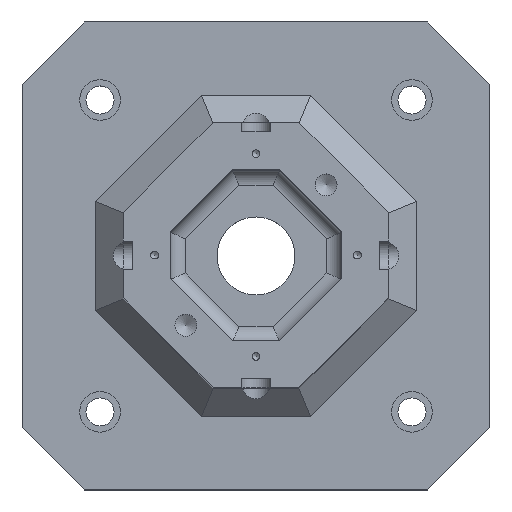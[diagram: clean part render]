
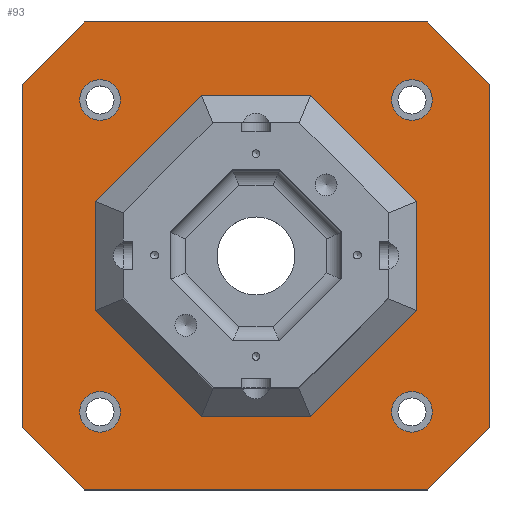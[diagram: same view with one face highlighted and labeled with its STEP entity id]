
A CAD part, top view. The second image highlights one B-rep face of the part: STEP entity #93.
In plain terms, the highlighted planar face has unit normal (0, 0, 1).
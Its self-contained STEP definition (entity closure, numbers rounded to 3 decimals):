
#93 = ADVANCED_FACE( '', ( #331, #332, #333, #334, #335, #336 ), #337, .T. );
#331 = FACE_BOUND( '', #841, .T. );
#332 = FACE_BOUND( '', #842, .T. );
#333 = FACE_BOUND( '', #843, .T. );
#334 = FACE_BOUND( '', #844, .T. );
#335 = FACE_BOUND( '', #845, .T. );
#336 = FACE_OUTER_BOUND( '', #846, .T. );
#337 = PLANE( '', #847 );
#841 = EDGE_LOOP( '', ( #1503 ) );
#842 = EDGE_LOOP( '', ( #1504 ) );
#843 = EDGE_LOOP( '', ( #1505 ) );
#844 = EDGE_LOOP( '', ( #1506 ) );
#845 = EDGE_LOOP( '', ( #1507, #1508, #1509, #1510, #1511, #1512, #1513, #1514 ) );
#846 = EDGE_LOOP( '', ( #1515, #1516, #1517, #1518, #1519, #1520, #1521, #1522 ) );
#847 = AXIS2_PLACEMENT_3D( '', #1523, #1524, #1525 );
#1503 = ORIENTED_EDGE( '', *, *, #2631, .T. );
#1504 = ORIENTED_EDGE( '', *, *, #2632, .T. );
#1505 = ORIENTED_EDGE( '', *, *, #2633, .T. );
#1506 = ORIENTED_EDGE( '', *, *, #2634, .T. );
#1507 = ORIENTED_EDGE( '', *, *, #2635, .T. );
#1508 = ORIENTED_EDGE( '', *, *, #2636, .T. );
#1509 = ORIENTED_EDGE( '', *, *, #2637, .T. );
#1510 = ORIENTED_EDGE( '', *, *, #2638, .T. );
#1511 = ORIENTED_EDGE( '', *, *, #2565, .T. );
#1512 = ORIENTED_EDGE( '', *, *, #2639, .T. );
#1513 = ORIENTED_EDGE( '', *, *, #2640, .T. );
#1514 = ORIENTED_EDGE( '', *, *, #2641, .T. );
#1515 = ORIENTED_EDGE( '', *, *, #2642, .T. );
#1516 = ORIENTED_EDGE( '', *, *, #2643, .T. );
#1517 = ORIENTED_EDGE( '', *, *, #2644, .T. );
#1518 = ORIENTED_EDGE( '', *, *, #2523, .T. );
#1519 = ORIENTED_EDGE( '', *, *, #2534, .T. );
#1520 = ORIENTED_EDGE( '', *, *, #2645, .T. );
#1521 = ORIENTED_EDGE( '', *, *, #2539, .T. );
#1522 = ORIENTED_EDGE( '', *, *, #2646, .T. );
#1523 = CARTESIAN_POINT( '', ( -150., -150., 40. ) );
#1524 = DIRECTION( '', ( 0., 0., 1. ) );
#1525 = DIRECTION( '', ( 1., 0., 0. ) );
#2523 = EDGE_CURVE( '', #2906, #2907, #2908, .F. );
#2534 = EDGE_CURVE( '', #2907, #2924, #2926, .T. );
#2539 = EDGE_CURVE( '', #2936, #2934, #2937, .T. );
#2565 = EDGE_CURVE( '', #2985, #2982, #2986, .T. );
#2631 = EDGE_CURVE( '', #3103, #3103, #3104, .T. );
#2632 = EDGE_CURVE( '', #3105, #3105, #3106, .T. );
#2633 = EDGE_CURVE( '', #3107, #3107, #3108, .T. );
#2634 = EDGE_CURVE( '', #3109, #3109, #3110, .T. );
#2635 = EDGE_CURVE( '', #3111, #3112, #3113, .T. );
#2636 = EDGE_CURVE( '', #3112, #3114, #3115, .T. );
#2637 = EDGE_CURVE( '', #3114, #3116, #3117, .T. );
#2638 = EDGE_CURVE( '', #3116, #2985, #3118, .T. );
#2639 = EDGE_CURVE( '', #2982, #3119, #3120, .T. );
#2640 = EDGE_CURVE( '', #3119, #3121, #3122, .T. );
#2641 = EDGE_CURVE( '', #3121, #3111, #3123, .T. );
#2642 = EDGE_CURVE( '', #3124, #3125, #3126, .T. );
#2643 = EDGE_CURVE( '', #3125, #3127, #3128, .F. );
#2644 = EDGE_CURVE( '', #3127, #2906, #3129, .T. );
#2645 = EDGE_CURVE( '', #2924, #2936, #3130, .F. );
#2646 = EDGE_CURVE( '', #2934, #3124, #3131, .F. );
#2906 = VERTEX_POINT( '', #3518 );
#2907 = VERTEX_POINT( '', #3519 );
#2908 = LINE( '', #3520, #3521 );
#2924 = VERTEX_POINT( '', #3541 );
#2926 = LINE( '', #3544, #3545 );
#2934 = VERTEX_POINT( '', #3554 );
#2936 = VERTEX_POINT( '', #3557 );
#2937 = LINE( '', #3558, #3559 );
#2982 = VERTEX_POINT( '', #3616 );
#2985 = VERTEX_POINT( '', #3620 );
#2986 = LINE( '', #3621, #3622 );
#3103 = VERTEX_POINT( '', #3773 );
#3104 = CIRCLE( '', #3774, 13. );
#3105 = VERTEX_POINT( '', #3775 );
#3106 = CIRCLE( '', #3776, 13. );
#3107 = VERTEX_POINT( '', #3777 );
#3108 = CIRCLE( '', #3778, 13. );
#3109 = VERTEX_POINT( '', #3779 );
#3110 = CIRCLE( '', #3780, 13. );
#3111 = VERTEX_POINT( '', #3781 );
#3112 = VERTEX_POINT( '', #3782 );
#3113 = LINE( '', #3783, #3784 );
#3114 = VERTEX_POINT( '', #3785 );
#3115 = LINE( '', #3786, #3787 );
#3116 = VERTEX_POINT( '', #3788 );
#3117 = LINE( '', #3789, #3790 );
#3118 = LINE( '', #3791, #3792 );
#3119 = VERTEX_POINT( '', #3793 );
#3120 = LINE( '', #3794, #3795 );
#3121 = VERTEX_POINT( '', #3796 );
#3122 = LINE( '', #3797, #3798 );
#3123 = LINE( '', #3799, #3800 );
#3124 = VERTEX_POINT( '', #3801 );
#3125 = VERTEX_POINT( '', #3802 );
#3126 = LINE( '', #3803, #3804 );
#3127 = VERTEX_POINT( '', #3805 );
#3128 = LINE( '', #3806, #3807 );
#3129 = LINE( '', #3808, #3809 );
#3130 = LINE( '', #3810, #3811 );
#3131 = LINE( '', #3812, #3813 );
#3518 = CARTESIAN_POINT( '', ( -110., 150., 40. ) );
#3519 = CARTESIAN_POINT( '', ( -150., 110., 40. ) );
#3520 = CARTESIAN_POINT( '', ( -280., -20., 40. ) );
#3521 = VECTOR( '', #4212, 1000. );
#3541 = CARTESIAN_POINT( '', ( -150., -110., 40. ) );
#3544 = CARTESIAN_POINT( '', ( -150., 150., 40. ) );
#3545 = VECTOR( '', #4230, 1000. );
#3554 = CARTESIAN_POINT( '', ( 110., -150., 40. ) );
#3557 = CARTESIAN_POINT( '', ( -110., -150., 40. ) );
#3558 = CARTESIAN_POINT( '', ( -150., -150., 40. ) );
#3559 = VECTOR( '', #4239, 1000. );
#3616 = CARTESIAN_POINT( '', ( 103., 34.956, 40. ) );
#3620 = CARTESIAN_POINT( '', ( 34.956, 103., 40. ) );
#3621 = CARTESIAN_POINT( '', ( 97.728, 40.228, 40. ) );
#3622 = VECTOR( '', #4289, 1000. );
#3773 = CARTESIAN_POINT( '', ( -100., 87., 40. ) );
#3774 = AXIS2_PLACEMENT_3D( '', #4417, #4418, #4419 );
#3775 = CARTESIAN_POINT( '', ( -100., -113., 40. ) );
#3776 = AXIS2_PLACEMENT_3D( '', #4420, #4421, #4422 );
#3777 = CARTESIAN_POINT( '', ( 100., -113., 40. ) );
#3778 = AXIS2_PLACEMENT_3D( '', #4423, #4424, #4425 );
#3779 = CARTESIAN_POINT( '', ( 100., 87., 40. ) );
#3780 = AXIS2_PLACEMENT_3D( '', #4426, #4427, #4428 );
#3781 = CARTESIAN_POINT( '', ( -34.956, -103., 40. ) );
#3782 = CARTESIAN_POINT( '', ( -103., -34.956, 40. ) );
#3783 = CARTESIAN_POINT( '', ( -97.728, -40.228, 40. ) );
#3784 = VECTOR( '', #4429, 1000. );
#3785 = CARTESIAN_POINT( '', ( -103., 34.956, 40. ) );
#3786 = CARTESIAN_POINT( '', ( -103., 27.5, 40. ) );
#3787 = VECTOR( '', #4430, 1000. );
#3788 = CARTESIAN_POINT( '', ( -34.956, 103., 40. ) );
#3789 = CARTESIAN_POINT( '', ( -40.228, 97.728, 40. ) );
#3790 = VECTOR( '', #4431, 1000. );
#3791 = CARTESIAN_POINT( '', ( 27.5, 103., 40. ) );
#3792 = VECTOR( '', #4432, 1000. );
#3793 = CARTESIAN_POINT( '', ( 103., -34.956, 40. ) );
#3794 = CARTESIAN_POINT( '', ( 103., -27.5, 40. ) );
#3795 = VECTOR( '', #4433, 1000. );
#3796 = CARTESIAN_POINT( '', ( 34.956, -103., 40. ) );
#3797 = CARTESIAN_POINT( '', ( 40.228, -97.728, 40. ) );
#3798 = VECTOR( '', #4434, 1000. );
#3799 = CARTESIAN_POINT( '', ( -27.5, -103., 40. ) );
#3800 = VECTOR( '', #4435, 1000. );
#3801 = CARTESIAN_POINT( '', ( 150., -110., 40. ) );
#3802 = CARTESIAN_POINT( '', ( 150., 110., 40. ) );
#3803 = CARTESIAN_POINT( '', ( 150., -150., 40. ) );
#3804 = VECTOR( '', #4436, 1000. );
#3805 = CARTESIAN_POINT( '', ( 110., 150., 40. ) );
#3806 = CARTESIAN_POINT( '', ( 130., 130., 40. ) );
#3807 = VECTOR( '', #4437, 1000. );
#3808 = CARTESIAN_POINT( '', ( 150., 150., 40. ) );
#3809 = VECTOR( '', #4438, 1000. );
#3810 = CARTESIAN_POINT( '', ( -130., -130., 40. ) );
#3811 = VECTOR( '', #4439, 1000. );
#3812 = CARTESIAN_POINT( '', ( -20., -280., 40. ) );
#3813 = VECTOR( '', #4440, 1000. );
#4212 = DIRECTION( '', ( 0.707, 0.707, 0. ) );
#4230 = DIRECTION( '', ( 0., -1., 0. ) );
#4239 = DIRECTION( '', ( 1., 0., 0. ) );
#4289 = DIRECTION( '', ( 0.707, -0.707, 0. ) );
#4417 = CARTESIAN_POINT( '', ( -100., 100., 40. ) );
#4418 = DIRECTION( '', ( 0., 0., -1. ) );
#4419 = DIRECTION( '', ( 0., -1., 0. ) );
#4420 = CARTESIAN_POINT( '', ( -100., -100., 40. ) );
#4421 = DIRECTION( '', ( 0., 0., -1. ) );
#4422 = DIRECTION( '', ( 0., -1., 0. ) );
#4423 = CARTESIAN_POINT( '', ( 100., -100., 40. ) );
#4424 = DIRECTION( '', ( 0., 0., -1. ) );
#4425 = DIRECTION( '', ( 0., -1., 0. ) );
#4426 = CARTESIAN_POINT( '', ( 100., 100., 40. ) );
#4427 = DIRECTION( '', ( 0., 0., -1. ) );
#4428 = DIRECTION( '', ( 0., -1., 0. ) );
#4429 = DIRECTION( '', ( -0.707, 0.707, 0. ) );
#4430 = DIRECTION( '', ( 0., 1., 0. ) );
#4431 = DIRECTION( '', ( 0.707, 0.707, 0. ) );
#4432 = DIRECTION( '', ( 1., 0., 0. ) );
#4433 = DIRECTION( '', ( 0., -1., 0. ) );
#4434 = DIRECTION( '', ( -0.707, -0.707, 0. ) );
#4435 = DIRECTION( '', ( -1., 0., 0. ) );
#4436 = DIRECTION( '', ( 0., 1., 0. ) );
#4437 = DIRECTION( '', ( 0.707, -0.707, 0. ) );
#4438 = DIRECTION( '', ( -1., 0., 0. ) );
#4439 = DIRECTION( '', ( -0.707, 0.707, 0. ) );
#4440 = DIRECTION( '', ( -0.707, -0.707, 0. ) );
